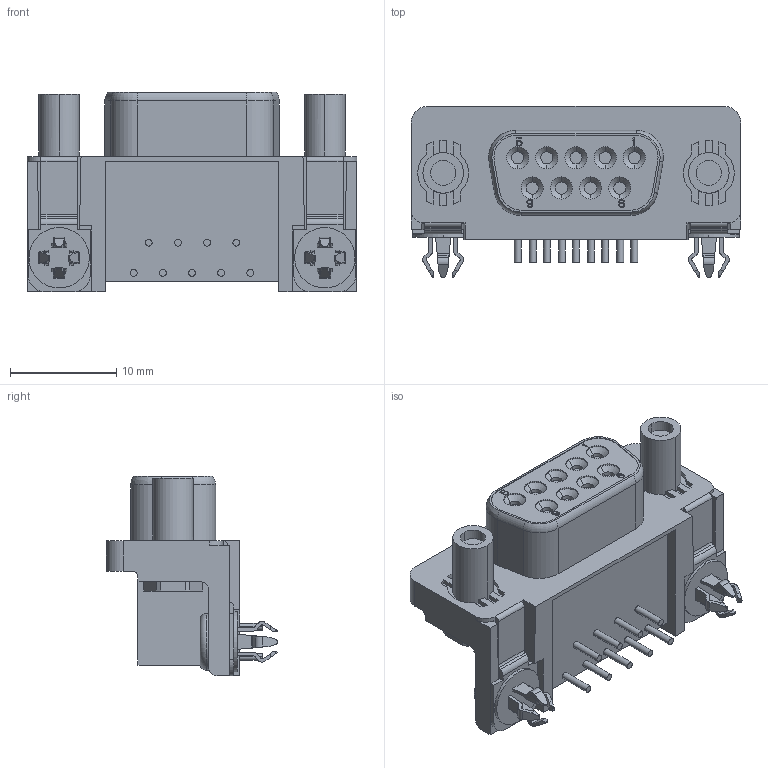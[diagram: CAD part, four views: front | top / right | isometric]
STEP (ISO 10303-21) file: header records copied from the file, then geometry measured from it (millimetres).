
FILE_DESCRIPTION((''),'2;1');
FILE_NAME('C-5788797-1','2009-06-19T',('workeradm'),(''),'PRO/ENGINEER BY PARAMETRIC TECHNOLOGY CORPORATION, 2008380','PRO/ENGINEER BY PARAMETRIC TECHNOLOGY CORPORATION, 2008380','');
FILE_SCHEMA(('AUTOMOTIVE_DESIGN { 1 0 10303 214 1 1 1 1 }'));
Length unit declared in the file: inch
Products named in the file (1): C-5788797-1
Bounding box: 31.04 x 16.1 x 18.78 mm (x, y, z)
Volume: 3543.4 mm3; surface area: 2735.2 mm2
Topology: 1 solids, 1 shells, 736 faces, 2002 edges, 1298 vertices
Faces by surface type: plane 479, cylinder 223, cone 22, torus 11, bspline 1
Entity records: 23255 total; most frequent: CARTESIAN_POINT 4494, ORIENTED_EDGE 4004, DIRECTION 3758, EDGE_CURVE 2002, VECTOR 1460, LINE 1460, VERTEX_POINT 1298, AXIS2_PLACEMENT_3D 1149
